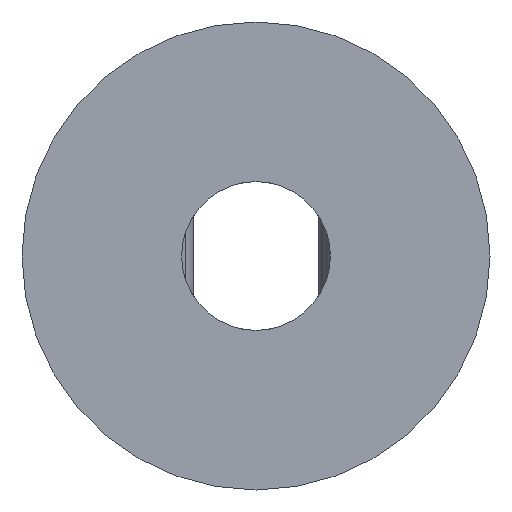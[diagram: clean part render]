
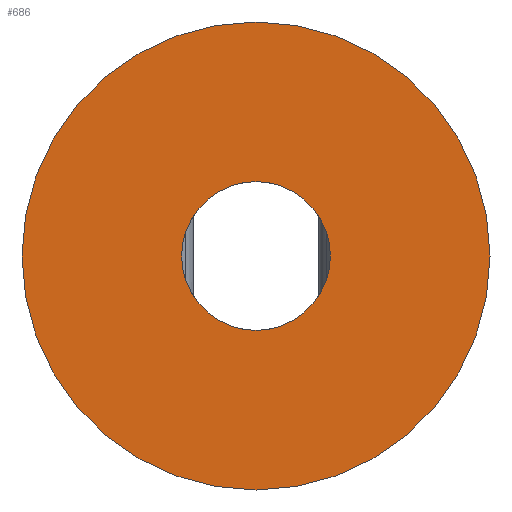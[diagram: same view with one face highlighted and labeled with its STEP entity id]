
A CAD part, front view. The second image highlights one B-rep face of the part: STEP entity #686.
In plain terms, the highlighted planar face has unit normal (0, -1, 0).
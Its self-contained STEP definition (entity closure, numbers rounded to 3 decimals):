
#7 = EDGE_CURVE ( 'NONE', #1288, #456, #1849, .T. ) ;
#52 = EDGE_LOOP ( 'NONE', ( #748, #403 ) ) ;
#180 = CARTESIAN_POINT ( 'NONE',  ( 0., 0., 7.5 ) ) ;
#183 = DIRECTION ( 'NONE',  ( 0., 0., -1. ) ) ;
#225 = AXIS2_PLACEMENT_3D ( 'NONE', #1801, #677, #1636 ) ;
#263 = EDGE_CURVE ( 'NONE', #591, #959, #1784, .T. ) ;
#306 = CARTESIAN_POINT ( 'NONE',  ( 0., 0., -2.385 ) ) ;
#377 = CIRCLE ( 'NONE', #1903, 2.385 ) ;
#403 = ORIENTED_EDGE ( 'NONE', *, *, #1419, .T. ) ;
#431 = PLANE ( 'NONE',  #225 ) ;
#456 = VERTEX_POINT ( 'NONE', #180 ) ;
#478 = DIRECTION ( 'NONE',  ( 0., -1., 0. ) ) ;
#591 = VERTEX_POINT ( 'NONE', #2091 ) ;
#651 = FACE_OUTER_BOUND ( 'NONE', #52, .T. ) ;
#677 = DIRECTION ( 'NONE',  ( 0., 1., 0. ) ) ;
#686 = ADVANCED_FACE ( 'NONE', ( #2102, #651 ), #431, .F. ) ;
#719 = CARTESIAN_POINT ( 'NONE',  ( 0., 0., 0. ) ) ;
#744 = CIRCLE ( 'NONE', #1758, 7.5 ) ;
#748 = ORIENTED_EDGE ( 'NONE', *, *, #7, .T. ) ;
#812 = CARTESIAN_POINT ( 'NONE',  ( 0., 0., 0. ) ) ;
#878 = DIRECTION ( 'NONE',  ( 0., 0., -1. ) ) ;
#891 = AXIS2_PLACEMENT_3D ( 'NONE', #1309, #1006, #183 ) ;
#959 = VERTEX_POINT ( 'NONE', #306 ) ;
#977 = DIRECTION ( 'NONE',  ( 0., 0., -1. ) ) ;
#1006 = DIRECTION ( 'NONE',  ( 0., -1., 0. ) ) ;
#1103 = EDGE_LOOP ( 'NONE', ( #1827, #1514 ) ) ;
#1288 = VERTEX_POINT ( 'NONE', #1818 ) ;
#1290 = CARTESIAN_POINT ( 'NONE',  ( 0., 0., 0. ) ) ;
#1309 = CARTESIAN_POINT ( 'NONE',  ( 0., 0., 0. ) ) ;
#1419 = EDGE_CURVE ( 'NONE', #456, #1288, #744, .T. ) ;
#1514 = ORIENTED_EDGE ( 'NONE', *, *, #263, .F. ) ;
#1636 = DIRECTION ( 'NONE',  ( 0., 0., 1. ) ) ;
#1758 = AXIS2_PLACEMENT_3D ( 'NONE', #719, #1838, #878 ) ;
#1784 = CIRCLE ( 'NONE', #2034, 2.385 ) ;
#1801 = CARTESIAN_POINT ( 'NONE',  ( 0., 0., 0. ) ) ;
#1818 = CARTESIAN_POINT ( 'NONE',  ( 0., 0., -7.5 ) ) ;
#1827 = ORIENTED_EDGE ( 'NONE', *, *, #2081, .F. ) ;
#1838 = DIRECTION ( 'NONE',  ( 0., -1., 0. ) ) ;
#1849 = CIRCLE ( 'NONE', #891, 7.5 ) ;
#1903 = AXIS2_PLACEMENT_3D ( 'NONE', #812, #1933, #977 ) ;
#1933 = DIRECTION ( 'NONE',  ( 0., -1., 0. ) ) ;
#1935 = DIRECTION ( 'NONE',  ( 0., 0., -1. ) ) ;
#2034 = AXIS2_PLACEMENT_3D ( 'NONE', #1290, #478, #1935 ) ;
#2081 = EDGE_CURVE ( 'NONE', #959, #591, #377, .T. ) ;
#2091 = CARTESIAN_POINT ( 'NONE',  ( 0., 0., 2.385 ) ) ;
#2102 = FACE_BOUND ( 'NONE', #1103, .T. ) ;
